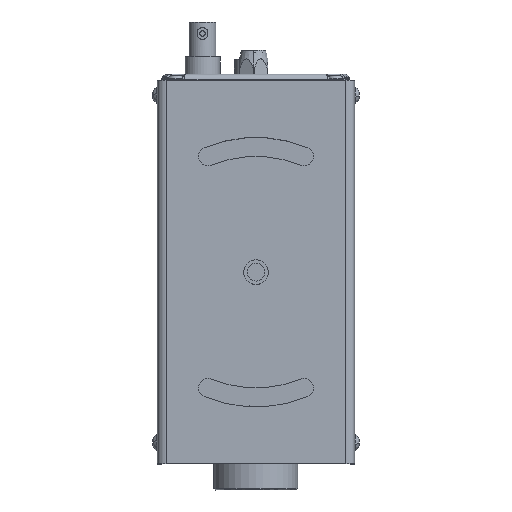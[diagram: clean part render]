
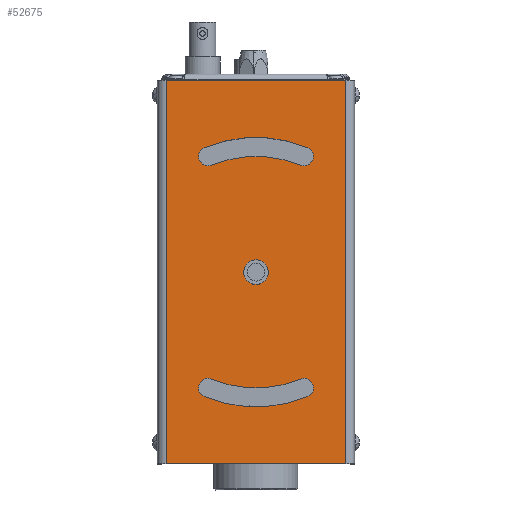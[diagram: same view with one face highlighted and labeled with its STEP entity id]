
A CAD part, front view. The second image highlights one B-rep face of the part: STEP entity #52675.
In plain terms, the highlighted face is planar.
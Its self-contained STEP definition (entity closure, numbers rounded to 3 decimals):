
#49330=DIRECTION('',(0.,0.,-1.));
#49331=VECTOR('',#49330,136.144);
#49332=CARTESIAN_POINT('',(-31.941,0.,0.));
#49333=LINE('',#49332,#49331);
#49334=CARTESIAN_POINT('',(0.,0.,-68.072));
#49335=DIRECTION('',(0.,-1.,0.));
#49336=DIRECTION('',(1.,0.,0.));
#49337=AXIS2_PLACEMENT_3D('',#49334,#49335,#49336);
#49339=CARTESIAN_POINT('',(0.,0.,-68.072));
#49340=DIRECTION('',(0.,-1.,0.));
#49341=DIRECTION('',(-1.,0.,0.));
#49342=AXIS2_PLACEMENT_3D('',#49339,#49340,#49341);
#49344=CARTESIAN_POINT('',(-17.01,0.,-109.138));
#49345=DIRECTION('',(0.,-1.,0.));
#49346=DIRECTION('',(0.383,0.,0.924));
#49347=AXIS2_PLACEMENT_3D('',#49344,#49345,#49346);
#49349=CARTESIAN_POINT('',(0.,0.,-68.072));
#49350=DIRECTION('',(0.,-1.,0.));
#49351=DIRECTION('',(-0.383,0.,-0.924));
#49352=AXIS2_PLACEMENT_3D('',#49349,#49350,#49351);
#49354=CARTESIAN_POINT('',(17.01,0.,-109.138));
#49355=DIRECTION('',(0.,-1.,0.));
#49356=DIRECTION('',(0.383,0.,-0.924));
#49357=AXIS2_PLACEMENT_3D('',#49354,#49355,#49356);
#49359=CARTESIAN_POINT('',(0.,0.,-68.072));
#49360=DIRECTION('',(0.,-1.,0.));
#49361=DIRECTION('',(-0.383,0.,-0.924));
#49362=AXIS2_PLACEMENT_3D('',#49359,#49360,#49361);
#49364=CARTESIAN_POINT('',(0.,0.,-68.072));
#49365=DIRECTION('',(0.,-1.,0.));
#49366=DIRECTION('',(0.383,0.,0.924));
#49367=AXIS2_PLACEMENT_3D('',#49364,#49365,#49366);
#49369=CARTESIAN_POINT('',(-17.01,0.,-27.006));
#49370=DIRECTION('',(0.,-1.,0.));
#49371=DIRECTION('',(-0.383,0.,0.924));
#49372=AXIS2_PLACEMENT_3D('',#49369,#49370,#49371);
#49374=CARTESIAN_POINT('',(0.,0.,-68.072));
#49375=DIRECTION('',(0.,-1.,0.));
#49376=DIRECTION('',(0.383,0.,0.924));
#49377=AXIS2_PLACEMENT_3D('',#49374,#49375,#49376);
#49379=CARTESIAN_POINT('',(17.01,0.,-27.006));
#49380=DIRECTION('',(0.,-1.,0.));
#49381=DIRECTION('',(-0.383,0.,-0.924));
#49382=AXIS2_PLACEMENT_3D('',#49379,#49380,#49381);
#49384=DIRECTION('',(1.,0.,0.));
#49385=VECTOR('',#49384,63.881);
#49386=CARTESIAN_POINT('',(-31.941,0.,0.));
#49387=LINE('',#49386,#49385);
#49468=DIRECTION('',(1.,0.,0.));
#49469=VECTOR('',#49468,63.881);
#49470=CARTESIAN_POINT('',(-31.941,0.,-136.144));
#49471=LINE('',#49470,#49469);
#49494=DIRECTION('',(0.,0.,-1.));
#49495=VECTOR('',#49494,136.144);
#49496=CARTESIAN_POINT('',(31.941,0.,0.));
#49497=LINE('',#49496,#49495);
#51613=CARTESIAN_POINT('',(-31.941,0.,0.));
#51615=VERTEX_POINT('',#51613);
#51616=CARTESIAN_POINT('',(31.941,0.,0.));
#51617=VERTEX_POINT('',#51616);
#51621=CARTESIAN_POINT('',(-31.941,0.,-136.144));
#51623=VERTEX_POINT('',#51621);
#51624=CARTESIAN_POINT('',(31.941,0.,-136.144));
#51625=VERTEX_POINT('',#51624);
#51736=CARTESIAN_POINT('',(4.369,0.,-68.072));
#51737=CARTESIAN_POINT('',(-4.369,0.,-68.072));
#51738=VERTEX_POINT('',#51736);
#51739=VERTEX_POINT('',#51737);
#51740=CARTESIAN_POINT('',(-15.717,0.,-106.017));
#51741=CARTESIAN_POINT('',(-18.303,0.,-112.259));
#51742=VERTEX_POINT('',#51740);
#51743=VERTEX_POINT('',#51741);
#51744=CARTESIAN_POINT('',(15.717,0.,-106.017));
#51745=VERTEX_POINT('',#51744);
#51746=CARTESIAN_POINT('',(18.303,0.,-112.259));
#51747=VERTEX_POINT('',#51746);
#51748=CARTESIAN_POINT('',(18.303,0.,-23.885));
#51749=CARTESIAN_POINT('',(-18.303,0.,-23.885));
#51750=VERTEX_POINT('',#51748);
#51751=VERTEX_POINT('',#51749);
#51752=CARTESIAN_POINT('',(15.717,0.,-30.127));
#51753=VERTEX_POINT('',#51752);
#51754=CARTESIAN_POINT('',(-15.717,0.,-30.127));
#51755=VERTEX_POINT('',#51754);
#52635=CARTESIAN_POINT('',(-31.941,0.,0.));
#52636=DIRECTION('',(0.,-1.,0.));
#52637=DIRECTION('',(1.,0.,0.));
#52638=AXIS2_PLACEMENT_3D('',#52635,#52636,#52637);
#52639=PLANE('',#52638);
#52641=ORIENTED_EDGE('',*,*,#52640,.T.);
#52643=ORIENTED_EDGE('',*,*,#52642,.T.);
#52645=ORIENTED_EDGE('',*,*,#52644,.F.);
#52646=ORIENTED_EDGE('',*,*,#52627,.F.);
#52647=EDGE_LOOP('',(#52641,#52643,#52645,#52646));
#52648=FACE_OUTER_BOUND('',#52647,.F.);
#52650=ORIENTED_EDGE('',*,*,#52649,.T.);
#52652=ORIENTED_EDGE('',*,*,#52651,.T.);
#52653=EDGE_LOOP('',(#52650,#52652));
#52654=FACE_BOUND('',#52653,.F.);
#52656=ORIENTED_EDGE('',*,*,#52655,.T.);
#52658=ORIENTED_EDGE('',*,*,#52657,.T.);
#52660=ORIENTED_EDGE('',*,*,#52659,.T.);
#52662=ORIENTED_EDGE('',*,*,#52661,.F.);
#52663=EDGE_LOOP('',(#52656,#52658,#52660,#52662));
#52664=FACE_BOUND('',#52663,.F.);
#52666=ORIENTED_EDGE('',*,*,#52665,.T.);
#52668=ORIENTED_EDGE('',*,*,#52667,.T.);
#52670=ORIENTED_EDGE('',*,*,#52669,.F.);
#52672=ORIENTED_EDGE('',*,*,#52671,.T.);
#52673=EDGE_LOOP('',(#52666,#52668,#52670,#52672));
#52674=FACE_BOUND('',#52673,.F.);
#52675=ADVANCED_FACE('',(#52648,#52654,#52664,#52674),#52639,.T.);
#49338=CIRCLE('',#49337,4.369);
#49343=CIRCLE('',#49342,4.369);
#49348=CIRCLE('',#49347,3.378);
#49353=CIRCLE('',#49352,47.828);
#49358=CIRCLE('',#49357,3.378);
#49363=CIRCLE('',#49362,41.072);
#49368=CIRCLE('',#49367,47.828);
#49373=CIRCLE('',#49372,3.378);
#49378=CIRCLE('',#49377,41.072);
#49383=CIRCLE('',#49382,3.378);
#52627=EDGE_CURVE('',#51615,#51623,#49333,.T.);
#52640=EDGE_CURVE('',#51615,#51617,#49387,.T.);
#52642=EDGE_CURVE('',#51617,#51625,#49497,.T.);
#52644=EDGE_CURVE('',#51623,#51625,#49471,.T.);
#52649=EDGE_CURVE('',#51738,#51739,#49338,.T.);
#52651=EDGE_CURVE('',#51739,#51738,#49343,.T.);
#52655=EDGE_CURVE('',#51742,#51743,#49348,.T.);
#52657=EDGE_CURVE('',#51743,#51747,#49353,.T.);
#52659=EDGE_CURVE('',#51747,#51745,#49358,.T.);
#52661=EDGE_CURVE('',#51742,#51745,#49363,.T.);
#52665=EDGE_CURVE('',#51750,#51751,#49368,.T.);
#52667=EDGE_CURVE('',#51751,#51755,#49373,.T.);
#52669=EDGE_CURVE('',#51753,#51755,#49378,.T.);
#52671=EDGE_CURVE('',#51753,#51750,#49383,.T.);
